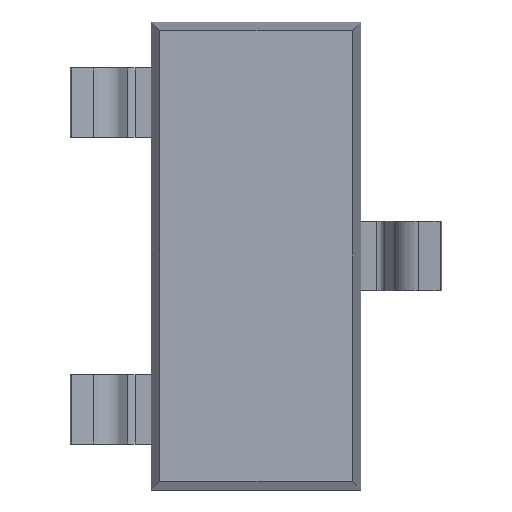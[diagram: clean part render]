
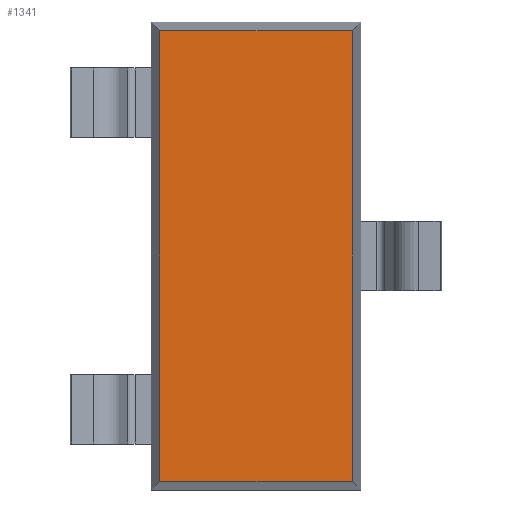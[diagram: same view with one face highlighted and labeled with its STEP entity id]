
A CAD part, front view. The second image highlights one B-rep face of the part: STEP entity #1341.
In plain terms, the highlighted planar face has unit normal (0, -1, 0).
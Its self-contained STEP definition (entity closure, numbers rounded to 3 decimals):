
#189 = FACE_OUTER_BOUND ( 'NONE', #1699, .T. ) ;
#227 = CARTESIAN_POINT ( 'NONE',  ( 0.597, 0.1, -1.45 ) ) ;
#235 = CARTESIAN_POINT ( 'NONE',  ( 0.597, 0.1, -1.397 ) ) ;
#250 = CARTESIAN_POINT ( 'NONE',  ( -0.65, 0.1, -1.397 ) ) ;
#345 = VERTEX_POINT ( 'NONE', #235 ) ;
#445 = VERTEX_POINT ( 'NONE', #708 ) ;
#457 = LINE ( 'NONE', #992, #1064 ) ;
#467 = DIRECTION ( 'NONE',  ( 0., 0., 1. ) ) ;
#478 = LINE ( 'NONE', #1015, #803 ) ;
#579 = DIRECTION ( 'NONE',  ( 0., -1., 0. ) ) ;
#620 = DIRECTION ( 'NONE',  ( 0., 0., -1. ) ) ;
#631 = CARTESIAN_POINT ( 'NONE',  ( -0.597, 0.1, 1.397 ) ) ;
#700 = EDGE_CURVE ( 'NONE', #927, #445, #457, .T. ) ;
#707 = PLANE ( 'NONE',  #1162 ) ;
#708 = CARTESIAN_POINT ( 'NONE',  ( -0.597, 0.1, -1.397 ) ) ;
#803 = VECTOR ( 'NONE', #968, 1000. ) ;
#806 = LINE ( 'NONE', #250, #1114 ) ;
#807 = EDGE_CURVE ( 'NONE', #445, #345, #806, .T. ) ;
#809 = CARTESIAN_POINT ( 'NONE',  ( 0.597, 0.1, 1.397 ) ) ;
#911 = VECTOR ( 'NONE', #467, 1000. ) ;
#927 = VERTEX_POINT ( 'NONE', #631 ) ;
#968 = DIRECTION ( 'NONE',  ( -1., 0., 0. ) ) ;
#992 = CARTESIAN_POINT ( 'NONE',  ( -0.597, 0.1, 1.45 ) ) ;
#1015 = CARTESIAN_POINT ( 'NONE',  ( 0.65, 0.1, 1.397 ) ) ;
#1064 = VECTOR ( 'NONE', #1511, 1000. ) ;
#1114 = VECTOR ( 'NONE', #1451, 1000. ) ;
#1162 = AXIS2_PLACEMENT_3D ( 'NONE', #1242, #579, #620 ) ;
#1165 = EDGE_CURVE ( 'NONE', #1613, #927, #478, .T. ) ;
#1207 = ORIENTED_EDGE ( 'NONE', *, *, #1165, .T. ) ;
#1240 = EDGE_CURVE ( 'NONE', #345, #1613, #1660, .T. ) ;
#1242 = CARTESIAN_POINT ( 'NONE',  ( 0., 0.1, 0. ) ) ;
#1341 = ADVANCED_FACE ( 'NONE', ( #189 ), #707, .T. ) ;
#1399 = ORIENTED_EDGE ( 'NONE', *, *, #807, .T. ) ;
#1451 = DIRECTION ( 'NONE',  ( 1., 0., 0. ) ) ;
#1475 = ORIENTED_EDGE ( 'NONE', *, *, #700, .T. ) ;
#1511 = DIRECTION ( 'NONE',  ( 0., 0., -1. ) ) ;
#1610 = ORIENTED_EDGE ( 'NONE', *, *, #1240, .T. ) ;
#1613 = VERTEX_POINT ( 'NONE', #809 ) ;
#1660 = LINE ( 'NONE', #227, #911 ) ;
#1699 = EDGE_LOOP ( 'NONE', ( #1399, #1610, #1207, #1475 ) ) ;
